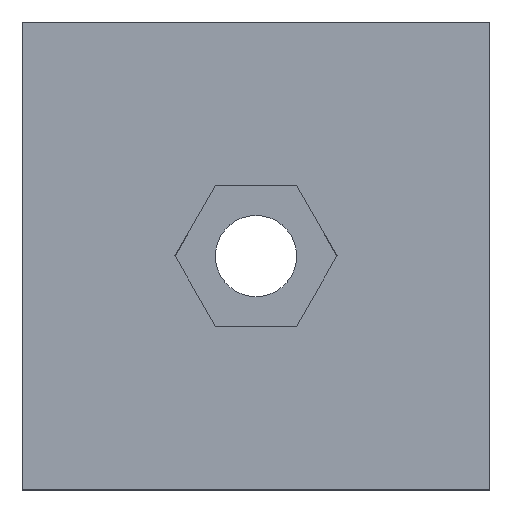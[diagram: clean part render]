
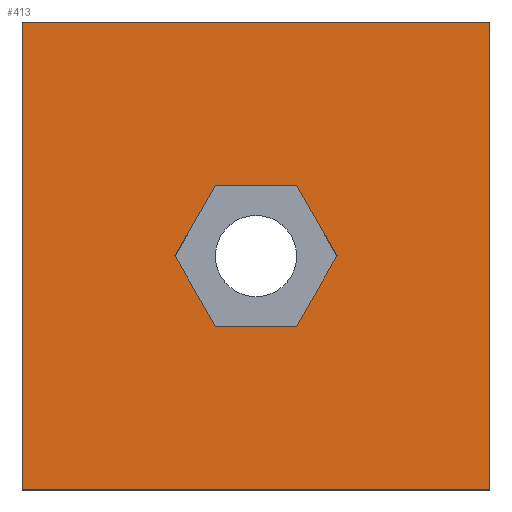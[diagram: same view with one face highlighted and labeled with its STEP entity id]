
A CAD part, top view. The second image highlights one B-rep face of the part: STEP entity #413.
In plain terms, the highlighted planar face has unit normal (0, 0, 1).
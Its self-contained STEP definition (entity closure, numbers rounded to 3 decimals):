
#324=CARTESIAN_POINT('Axis2P3D Location',(0.,0.,5.556)) ;
#329=CARTESIAN_POINT('Line Origine',(0.,19.05,5.556)) ;
#333=CARTESIAN_POINT('Vertex',(19.05,19.05,5.556)) ;
#335=CARTESIAN_POINT('Vertex',(-19.05,19.05,5.556)) ;
#338=CARTESIAN_POINT('Line Origine',(-19.05,0.,5.556)) ;
#342=CARTESIAN_POINT('Vertex',(-19.05,-19.05,5.556)) ;
#345=CARTESIAN_POINT('Line Origine',(0.,-19.05,5.556)) ;
#349=CARTESIAN_POINT('Vertex',(19.05,-19.05,5.556)) ;
#352=CARTESIAN_POINT('Line Origine',(19.05,0.,5.556)) ;
#363=CARTESIAN_POINT('Line Origine',(4.949,-2.858,5.556)) ;
#367=CARTESIAN_POINT('Vertex',(3.3,-5.715,5.556)) ;
#369=CARTESIAN_POINT('Vertex',(6.599,0.,5.556)) ;
#372=CARTESIAN_POINT('Line Origine',(0.,-5.715,5.556)) ;
#376=CARTESIAN_POINT('Vertex',(-3.3,-5.715,5.556)) ;
#379=CARTESIAN_POINT('Line Origine',(-4.949,-2.858,5.556)) ;
#383=CARTESIAN_POINT('Vertex',(-6.599,0.,5.556)) ;
#386=CARTESIAN_POINT('Line Origine',(-4.949,2.858,5.556)) ;
#390=CARTESIAN_POINT('Vertex',(-3.3,5.715,5.556)) ;
#393=CARTESIAN_POINT('Line Origine',(0.,5.715,5.556)) ;
#397=CARTESIAN_POINT('Vertex',(3.3,5.715,5.556)) ;
#400=CARTESIAN_POINT('Line Origine',(4.949,2.858,5.556)) ;
#331=VECTOR('Line Direction',#330,1.) ;
#340=VECTOR('Line Direction',#339,1.) ;
#347=VECTOR('Line Direction',#346,1.) ;
#354=VECTOR('Line Direction',#353,1.) ;
#365=VECTOR('Line Direction',#364,1.) ;
#374=VECTOR('Line Direction',#373,1.) ;
#381=VECTOR('Line Direction',#380,1.) ;
#388=VECTOR('Line Direction',#387,1.) ;
#395=VECTOR('Line Direction',#394,1.) ;
#402=VECTOR('Line Direction',#401,1.) ;
#325=DIRECTION('Axis2P3D Direction',(0.,0.,1.)) ;
#326=DIRECTION('Axis2P3D XDirection',(1.,0.,0.)) ;
#330=DIRECTION('Vector Direction',(1.,0.,0.)) ;
#339=DIRECTION('Vector Direction',(0.,1.,0.)) ;
#346=DIRECTION('Vector Direction',(-1.,0.,0.)) ;
#353=DIRECTION('Vector Direction',(0.,-1.,0.)) ;
#364=DIRECTION('Vector Direction',(0.5,0.866,0.)) ;
#373=DIRECTION('Vector Direction',(1.,0.,0.)) ;
#380=DIRECTION('Vector Direction',(0.5,-0.866,0.)) ;
#387=DIRECTION('Vector Direction',(-0.5,-0.866,0.)) ;
#394=DIRECTION('Vector Direction',(-1.,0.,0.)) ;
#401=DIRECTION('Vector Direction',(-0.5,0.866,0.)) ;
#327=AXIS2_PLACEMENT_3D('Plane Axis2P3D',#324,#325,#326) ;
#332=LINE('Line',#329,#331) ;
#341=LINE('Line',#338,#340) ;
#348=LINE('Line',#345,#347) ;
#355=LINE('Line',#352,#354) ;
#366=LINE('Line',#363,#365) ;
#375=LINE('Line',#372,#374) ;
#382=LINE('Line',#379,#381) ;
#389=LINE('Line',#386,#388) ;
#396=LINE('Line',#393,#395) ;
#403=LINE('Line',#400,#402) ;
#328=PLANE('',#327) ;
#412=FACE_BOUND('',#405,.T.) ;
#337=EDGE_CURVE('',#334,#336,#332,.F.) ;
#344=EDGE_CURVE('',#336,#343,#341,.F.) ;
#351=EDGE_CURVE('',#343,#350,#348,.F.) ;
#356=EDGE_CURVE('',#350,#334,#355,.F.) ;
#371=EDGE_CURVE('',#368,#370,#366,.T.) ;
#378=EDGE_CURVE('',#377,#368,#375,.T.) ;
#385=EDGE_CURVE('',#384,#377,#382,.T.) ;
#392=EDGE_CURVE('',#391,#384,#389,.T.) ;
#399=EDGE_CURVE('',#398,#391,#396,.T.) ;
#404=EDGE_CURVE('',#370,#398,#403,.T.) ;
#358=ORIENTED_EDGE('',*,*,#337,.T.) ;
#359=ORIENTED_EDGE('',*,*,#344,.T.) ;
#360=ORIENTED_EDGE('',*,*,#351,.T.) ;
#361=ORIENTED_EDGE('',*,*,#356,.T.) ;
#406=ORIENTED_EDGE('',*,*,#371,.F.) ;
#407=ORIENTED_EDGE('',*,*,#378,.F.) ;
#408=ORIENTED_EDGE('',*,*,#385,.F.) ;
#409=ORIENTED_EDGE('',*,*,#392,.F.) ;
#410=ORIENTED_EDGE('',*,*,#399,.F.) ;
#411=ORIENTED_EDGE('',*,*,#404,.F.) ;
#357=EDGE_LOOP('',(#358,#359,#360,#361)) ;
#405=EDGE_LOOP('',(#406,#407,#408,#409,#410,#411)) ;
#334=VERTEX_POINT('',#333) ;
#336=VERTEX_POINT('',#335) ;
#343=VERTEX_POINT('',#342) ;
#350=VERTEX_POINT('',#349) ;
#368=VERTEX_POINT('',#367) ;
#370=VERTEX_POINT('',#369) ;
#377=VERTEX_POINT('',#376) ;
#384=VERTEX_POINT('',#383) ;
#391=VERTEX_POINT('',#390) ;
#398=VERTEX_POINT('',#397) ;
#413=ADVANCED_FACE('PartBody',(#362,#412),#328,.T.) ;
#362=FACE_OUTER_BOUND('',#357,.T.) ;
